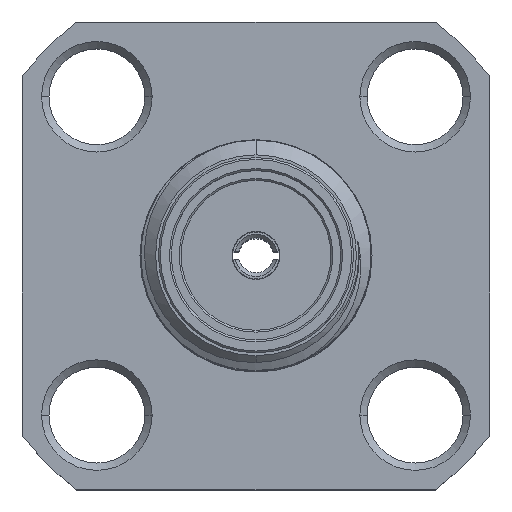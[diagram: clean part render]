
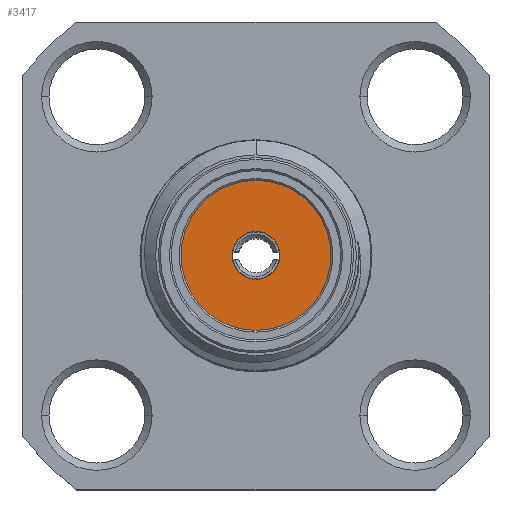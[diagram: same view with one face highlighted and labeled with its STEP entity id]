
A CAD part, top view. The second image highlights one B-rep face of the part: STEP entity #3417.
In plain terms, the highlighted planar face has unit normal (0, 0, 1).
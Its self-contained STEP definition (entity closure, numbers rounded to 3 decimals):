
#179 = EDGE_CURVE ( 'NONE', #1917, #2675, #1743, .T. ) ;
#475 = DIRECTION ( 'NONE',  ( 0., 0., -1. ) ) ;
#539 = VERTEX_POINT ( 'NONE', #4987 ) ;
#593 = EDGE_CURVE ( 'NONE', #2675, #1917, #1973, .T. ) ;
#853 = EDGE_LOOP ( 'NONE', ( #5054, #3762 ) ) ;
#886 = FACE_OUTER_BOUND ( 'NONE', #853, .T. ) ;
#987 = AXIS2_PLACEMENT_3D ( 'NONE', #4560, #4021, #2521 ) ;
#1275 = AXIS2_PLACEMENT_3D ( 'NONE', #4601, #3106, #3590 ) ;
#1465 = DIRECTION ( 'NONE',  ( -1., 0., 0. ) ) ;
#1570 = CARTESIAN_POINT ( 'NONE',  ( -0.65, 0., 18.8 ) ) ;
#1687 = ORIENTED_EDGE ( 'NONE', *, *, #3603, .T. ) ;
#1743 = CIRCLE ( 'NONE', #987, 2.035 ) ;
#1903 = DIRECTION ( 'NONE',  ( 0., 0., -1. ) ) ;
#1917 = VERTEX_POINT ( 'NONE', #5311 ) ;
#1930 = PLANE ( 'NONE',  #2912 ) ;
#1973 = CIRCLE ( 'NONE', #4142, 2.035 ) ;
#2000 = DIRECTION ( 'NONE',  ( 0., 0., 1. ) ) ;
#2464 = CIRCLE ( 'NONE', #1275, 0.65 ) ;
#2521 = DIRECTION ( 'NONE',  ( -1., 0., 0. ) ) ;
#2594 = CARTESIAN_POINT ( 'NONE',  ( -2.035, 0., 18.8 ) ) ;
#2675 = VERTEX_POINT ( 'NONE', #2594 ) ;
#2912 = AXIS2_PLACEMENT_3D ( 'NONE', #6042, #2000, #5018 ) ;
#3106 = DIRECTION ( 'NONE',  ( 0., 0., -1. ) ) ;
#3417 = ADVANCED_FACE ( 'NONE', ( #4514, #886 ), #1930, .T. ) ;
#3460 = CIRCLE ( 'NONE', #6388, 0.65 ) ;
#3590 = DIRECTION ( 'NONE',  ( -1., 0., 0. ) ) ;
#3603 = EDGE_CURVE ( 'NONE', #539, #6413, #3460, .T. ) ;
#3762 = ORIENTED_EDGE ( 'NONE', *, *, #179, .F. ) ;
#4021 = DIRECTION ( 'NONE',  ( 0., 0., -1. ) ) ;
#4126 = ORIENTED_EDGE ( 'NONE', *, *, #5491, .T. ) ;
#4142 = AXIS2_PLACEMENT_3D ( 'NONE', #6554, #1903, #1465 ) ;
#4514 = FACE_BOUND ( 'NONE', #4872, .T. ) ;
#4560 = CARTESIAN_POINT ( 'NONE',  ( 0., 0., 18.8 ) ) ;
#4601 = CARTESIAN_POINT ( 'NONE',  ( 0., 0., 18.8 ) ) ;
#4872 = EDGE_LOOP ( 'NONE', ( #4126, #1687 ) ) ;
#4987 = CARTESIAN_POINT ( 'NONE',  ( 0.65, 0., 18.8 ) ) ;
#5018 = DIRECTION ( 'NONE',  ( 1., 0., 0. ) ) ;
#5054 = ORIENTED_EDGE ( 'NONE', *, *, #593, .F. ) ;
#5191 = DIRECTION ( 'NONE',  ( -1., 0., 0. ) ) ;
#5311 = CARTESIAN_POINT ( 'NONE',  ( 2.035, 0., 18.8 ) ) ;
#5491 = EDGE_CURVE ( 'NONE', #6413, #539, #2464, .T. ) ;
#6042 = CARTESIAN_POINT ( 'NONE',  ( 0., 0.65, 18.8 ) ) ;
#6388 = AXIS2_PLACEMENT_3D ( 'NONE', #6679, #475, #5191 ) ;
#6413 = VERTEX_POINT ( 'NONE', #1570 ) ;
#6554 = CARTESIAN_POINT ( 'NONE',  ( 0., 0., 18.8 ) ) ;
#6679 = CARTESIAN_POINT ( 'NONE',  ( 0., 0., 18.8 ) ) ;
